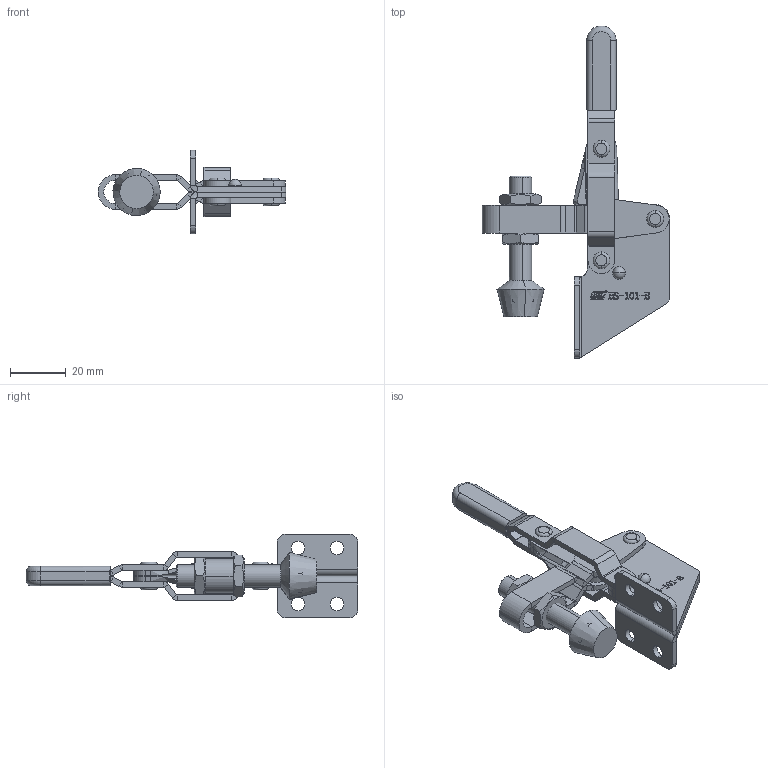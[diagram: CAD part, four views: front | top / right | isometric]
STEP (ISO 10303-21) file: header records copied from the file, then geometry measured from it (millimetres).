
FILE_DESCRIPTION (( 'STEP AP203' ), '1' );
FILE_NAME ('HS-101-B 装配体.STEP', '2018-12-07T02:09:25', ( 'PCOS' ), ( '微软中国' ), 'SwSTEP 2.0', 'SolidWorks 2012', '' );
FILE_SCHEMA (( 'CONFIG_CONTROL_DESIGN' ));
Length unit declared in the file: millimetre
Products named in the file (11): HS-101-B 蚾饜极; 揤輸; hex thin nuts-grades ab-chamfered gb_GB_FASTENER_NUT_STNAB M8-N; hexagon head bolts-full thread gb_GB_FASTENER_BOLT_STBAB A M8X40-C; 种; 揤參; 忒梟; 忒參; 蟀裝; 菁釱酘; 菁釱衵
Assembly tree (15 placements, depth 2):
  HS-101-B 蚾饜极
    菁釱衵
    菁釱酘
    蟀裝
    忒參
    忒梟  x2
    揤參
    种  x4
    hexagon head bolts-full thread gb_GB_FASTENER_BOLT_STBAB A M8X40-C
    hex thin nuts-grades ab-chamfered gb_GB_FASTENER_NUT_STNAB M8-N  x2
    揤輸
Bounding box: 67.2 x 119 x 30 mm (x, y, z)
Volume: 20800.2 mm3; surface area: 21204.5 mm2
Topology: 15 solids, 15 shells, 782 faces, 1921 edges, 1205 vertices
Faces by surface type: plane 427, cylinder 175, bspline 130, cone 30, torus 18, sphere 2
Entity records: 26623 total; most frequent: CARTESIAN_POINT 9764, ORIENTED_EDGE 3406, DIRECTION 2861, EDGE_CURVE 1703, VERTEX_POINT 1079, VECTOR 1077, LINE 1077, AXIS2_PLACEMENT_3D 892
